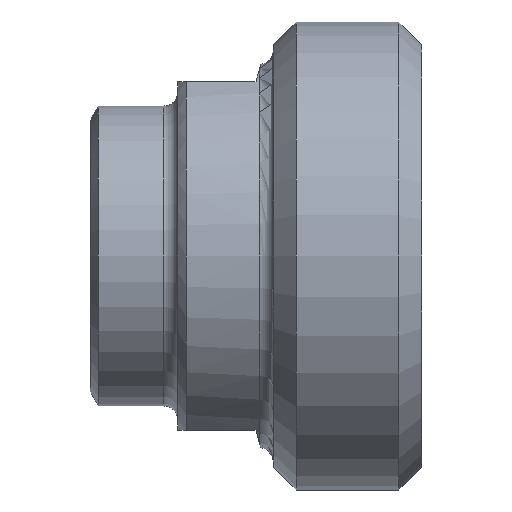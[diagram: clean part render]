
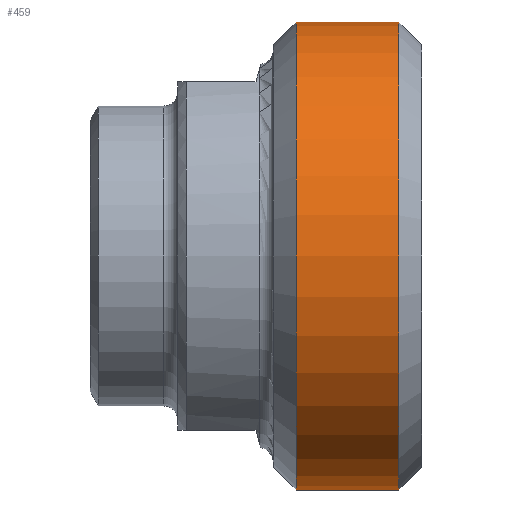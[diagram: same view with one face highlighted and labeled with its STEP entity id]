
A CAD part, front view. The second image highlights one B-rep face of the part: STEP entity #459.
In plain terms, the highlighted cylindrical face has radius 13.425 mm (diameter 26.85 mm), a full revolution.
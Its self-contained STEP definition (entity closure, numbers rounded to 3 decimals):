
#57=LINE('',#859,#76);
#76=VECTOR('',#698,13.425);
#89=CYLINDRICAL_SURFACE('',#545,13.425);
#114=FACE_OUTER_BOUND('',#147,.T.);
#147=EDGE_LOOP('',(#412,#413,#414,#415,#416,#417));
#183=CIRCLE('',#543,13.425);
#184=CIRCLE('',#544,13.425);
#185=CIRCLE('',#546,13.425);
#186=CIRCLE('',#547,13.425);
#229=VERTEX_POINT('',#849);
#230=VERTEX_POINT('',#850);
#231=VERTEX_POINT('',#855);
#232=VERTEX_POINT('',#856);
#290=EDGE_CURVE('',#229,#230,#183,.T.);
#291=EDGE_CURVE('',#230,#229,#184,.T.);
#293=EDGE_CURVE('',#231,#232,#185,.T.);
#294=EDGE_CURVE('',#232,#231,#186,.T.);
#295=EDGE_CURVE('',#232,#230,#57,.T.);
#412=ORIENTED_EDGE('',*,*,#293,.F.);
#413=ORIENTED_EDGE('',*,*,#294,.F.);
#414=ORIENTED_EDGE('',*,*,#295,.T.);
#415=ORIENTED_EDGE('',*,*,#290,.F.);
#416=ORIENTED_EDGE('',*,*,#291,.F.);
#417=ORIENTED_EDGE('',*,*,#295,.F.);
#459=ADVANCED_FACE('',(#114),#89,.T.);
#543=AXIS2_PLACEMENT_3D('',#851,#687,#688);
#544=AXIS2_PLACEMENT_3D('',#852,#689,#690);
#545=AXIS2_PLACEMENT_3D('',#854,#692,#693);
#546=AXIS2_PLACEMENT_3D('',#857,#694,#695);
#547=AXIS2_PLACEMENT_3D('',#858,#696,#697);
#687=DIRECTION('center_axis',(-1.,0.,0.));
#688=DIRECTION('ref_axis',(0.,-1.,0.));
#689=DIRECTION('center_axis',(-1.,0.,0.));
#690=DIRECTION('ref_axis',(0.,-1.,0.));
#692=DIRECTION('center_axis',(1.,0.,0.));
#693=DIRECTION('ref_axis',(0.,1.,0.));
#694=DIRECTION('center_axis',(1.,0.,0.));
#695=DIRECTION('ref_axis',(0.,-1.,0.));
#696=DIRECTION('center_axis',(1.,0.,0.));
#697=DIRECTION('ref_axis',(0.,-1.,0.));
#698=DIRECTION('',(-1.,0.,0.));
#849=CARTESIAN_POINT('',(-7.2,13.425,0.));
#850=CARTESIAN_POINT('',(-7.2,-13.425,0.));
#851=CARTESIAN_POINT('Origin',(-7.2,0.,0.));
#852=CARTESIAN_POINT('Origin',(-7.2,0.,0.));
#854=CARTESIAN_POINT('Origin',(-4.25,0.,0.));
#855=CARTESIAN_POINT('',(-1.3,13.425,0.));
#856=CARTESIAN_POINT('',(-1.3,-13.425,0.));
#857=CARTESIAN_POINT('Origin',(-1.3,0.,0.));
#858=CARTESIAN_POINT('Origin',(-1.3,0.,0.));
#859=CARTESIAN_POINT('',(-4.25,-13.425,0.));
